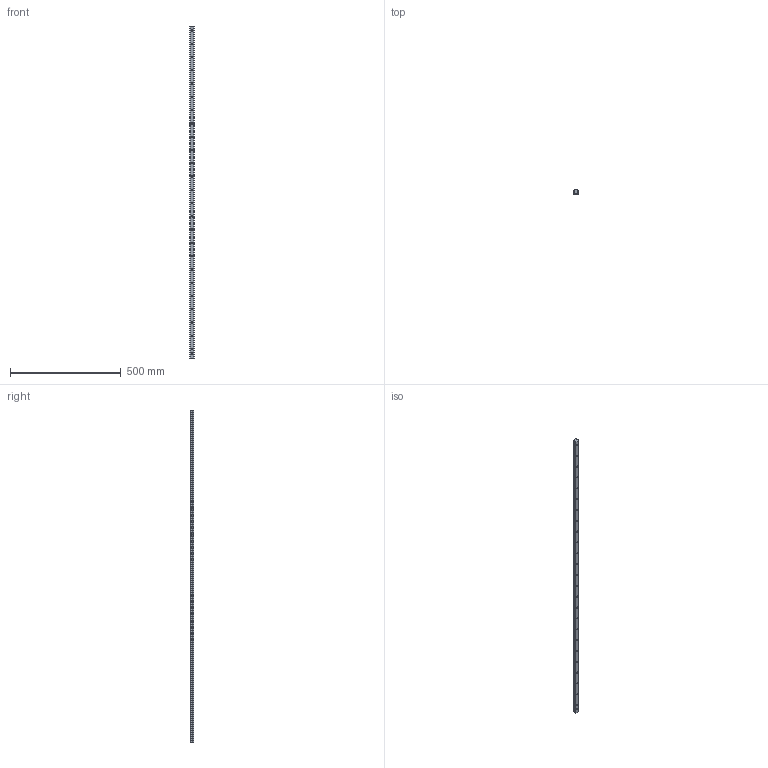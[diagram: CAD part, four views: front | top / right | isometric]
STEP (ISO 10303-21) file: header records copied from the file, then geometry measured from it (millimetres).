
FILE_DESCRIPTION (( 'STEP AP214' ), '1' );
FILE_NAME ('HGR20R LINEAR GUIDE RAIL, CONFIGURABLE, 1500 mm.STEP', '2019-03-07T08:56:12', ( '' ), ( '' ), 'SwSTEP 2.0', 'SolidWorks 2018', '' );
FILE_SCHEMA (( 'AUTOMOTIVE_DESIGN' ));
Length unit declared in the file: millimetre
Products named in the file (2): HGR20R LINEAR GUIDE RAIL, CONFIGURABLE, 1500 mm
Bounding box: 20 x 17.5 x 1500 mm (x, y, z)
Volume: 426534.9 mm3; surface area: 124968.5 mm2
Topology: 1 solids, 1 shells, 174 faces, 438 edges, 292 vertices
Faces by surface type: cylinder 126, plane 48
Entity records: 5507 total; most frequent: DIRECTION 1042, CARTESIAN_POINT 906, ORIENTED_EDGE 876, EDGE_CURVE 438, AXIS2_PLACEMENT_3D 428, VERTEX_POINT 292, CIRCLE 252, EDGE_LOOP 252
